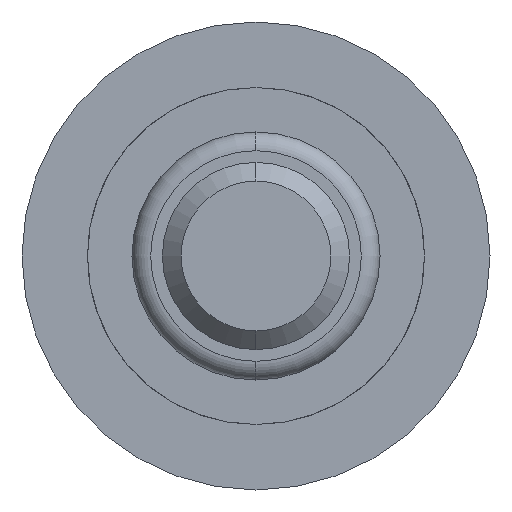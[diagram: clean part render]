
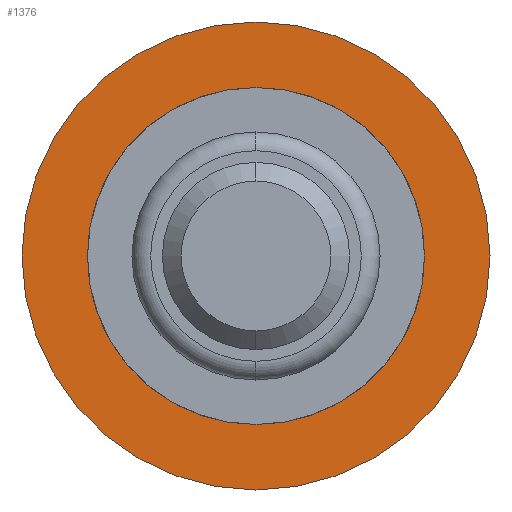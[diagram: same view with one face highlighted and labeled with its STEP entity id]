
A CAD part, front view. The second image highlights one B-rep face of the part: STEP entity #1376.
In plain terms, the highlighted planar face has unit normal (0, -1, 0).
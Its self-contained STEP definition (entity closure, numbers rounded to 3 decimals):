
#101 = ORIENTED_EDGE ( 'NONE', *, *, #2408, .F. ) ;
#114 = DIRECTION ( 'NONE',  ( -0.839, 0., -0.545 ) ) ;
#121 = ORIENTED_EDGE ( 'NONE', *, *, #2388, .F. ) ;
#293 = CARTESIAN_POINT ( 'NONE',  ( 0., 5.5, 1.075 ) ) ;
#410 = ORIENTED_EDGE ( 'NONE', *, *, #3422, .F. ) ;
#420 = CIRCLE ( 'NONE', #1625, 2.5 ) ;
#487 = CARTESIAN_POINT ( 'NONE',  ( 0., 5.5, 0. ) ) ;
#598 = EDGE_CURVE ( 'Defeature ausgef�hrt11_26+Defeature ausgef�hrt11_24+Defeature ausgef�hrt11_27+Defeature ausgef�hrt11_25', #3882, #3957, #984, .T. ) ;
#605 = EDGE_CURVE ( 'Defeature ausgef�hrt11_32+Defeature ausgef�hrt11_24+Defeature ausgef�hrt11_24+Defeature ausgef�hrt11_24', #1061, #3920, #420, .T. ) ;
#817 = DIRECTION ( 'NONE',  ( 0., 0., -1. ) ) ;
#963 = CARTESIAN_POINT ( 'NONE',  ( 1.655, 5.5, 0. ) ) ;
#984 = LINE ( 'NONE', #293, #2688 ) ;
#1061 = VERTEX_POINT ( 'NONE', #2609 ) ;
#1144 = VERTEX_POINT ( 'NONE', #4408 ) ;
#1203 = CARTESIAN_POINT ( 'NONE',  ( 0., 5.5, 0. ) ) ;
#1297 = FACE_BOUND ( 'NONE', #1527, .T. ) ;
#1376 = ADVANCED_FACE ( 'Defeature ausgef�hrt11_24', ( #3437, #1297 ), #2883, .T. ) ;
#1498 = VERTEX_POINT ( 'NONE', #1587 ) ;
#1502 = DIRECTION ( 'NONE',  ( 0., -1., 0. ) ) ;
#1503 = VECTOR ( 'NONE', #4384, 1000. ) ;
#1527 = EDGE_LOOP ( 'NONE', ( #2301, #410, #2900, #121 ) ) ;
#1587 = CARTESIAN_POINT ( 'NONE',  ( -1.655, 5.5, 0. ) ) ;
#1625 = AXIS2_PLACEMENT_3D ( 'NONE', #2014, #4413, #3367 ) ;
#1649 = CARTESIAN_POINT ( 'NONE',  ( 0., 5.5, -2.5 ) ) ;
#1774 = VECTOR ( 'NONE', #3987, 1000. ) ;
#2014 = CARTESIAN_POINT ( 'NONE',  ( 0., 5.5, 0. ) ) ;
#2250 = CIRCLE ( 'NONE', #4173, 2.5 ) ;
#2301 = ORIENTED_EDGE ( 'NONE', *, *, #598, .F. ) ;
#2388 = EDGE_CURVE ( 'Defeature ausgef�hrt11_25+Defeature ausgef�hrt11_24+Defeature ausgef�hrt11_26+Defeature ausgef�hrt11_28', #3957, #1498, #4387, .T. ) ;
#2408 = EDGE_CURVE ( 'Defeature ausgef�hrt11_32+Defeature ausgef�hrt11_24+Defeature ausgef�hrt11_24+Defeature ausgef�hrt11_24', #3920, #1061, #2250, .T. ) ;
#2548 = DIRECTION ( 'NONE',  ( 0., 1., 0. ) ) ;
#2595 = ORIENTED_EDGE ( 'NONE', *, *, #605, .F. ) ;
#2609 = CARTESIAN_POINT ( 'NONE',  ( 0., 5.5, 2.5 ) ) ;
#2664 = LINE ( 'NONE', #4029, #1774 ) ;
#2688 = VECTOR ( 'NONE', #3022, 1000. ) ;
#2883 = PLANE ( 'NONE',  #3971 ) ;
#2900 = ORIENTED_EDGE ( 'NONE', *, *, #3385, .F. ) ;
#3022 = DIRECTION ( 'NONE',  ( -0.839, 0., 0.545 ) ) ;
#3367 = DIRECTION ( 'NONE',  ( 0., 0., -1. ) ) ;
#3385 = EDGE_CURVE ( 'Defeature ausgef�hrt11_28+Defeature ausgef�hrt11_24+Defeature ausgef�hrt11_25+Defeature ausgef�hrt11_27', #1498, #1144, #2664, .T. ) ;
#3422 = EDGE_CURVE ( 'Defeature ausgef�hrt11_27+Defeature ausgef�hrt11_24+Defeature ausgef�hrt11_28+Defeature ausgef�hrt11_26', #1144, #3882, #3903, .T. ) ;
#3425 = VECTOR ( 'NONE', #114, 1000. ) ;
#3437 = FACE_OUTER_BOUND ( 'NONE', #4393, .T. ) ;
#3518 = CARTESIAN_POINT ( 'NONE',  ( -1.655, 5.5, 0. ) ) ;
#3693 = CARTESIAN_POINT ( 'NONE',  ( 1.655, 5.5, 0. ) ) ;
#3757 = CARTESIAN_POINT ( 'NONE',  ( 0., 5.5, 1.075 ) ) ;
#3882 = VERTEX_POINT ( 'NONE', #3693 ) ;
#3903 = LINE ( 'NONE', #963, #1503 ) ;
#3920 = VERTEX_POINT ( 'NONE', #1649 ) ;
#3957 = VERTEX_POINT ( 'NONE', #3757 ) ;
#3971 = AXIS2_PLACEMENT_3D ( 'NONE', #487, #1502, #4207 ) ;
#3987 = DIRECTION ( 'NONE',  ( 0.839, 0., -0.545 ) ) ;
#4029 = CARTESIAN_POINT ( 'NONE',  ( 0., 5.5, -1.075 ) ) ;
#4173 = AXIS2_PLACEMENT_3D ( 'NONE', #1203, #2548, #817 ) ;
#4207 = DIRECTION ( 'NONE',  ( 0., 0., -1. ) ) ;
#4384 = DIRECTION ( 'NONE',  ( 0.839, 0., 0.545 ) ) ;
#4387 = LINE ( 'NONE', #3518, #3425 ) ;
#4393 = EDGE_LOOP ( 'NONE', ( #101, #2595 ) ) ;
#4408 = CARTESIAN_POINT ( 'NONE',  ( 0., 5.5, -1.075 ) ) ;
#4413 = DIRECTION ( 'NONE',  ( 0., 1., 0. ) ) ;
